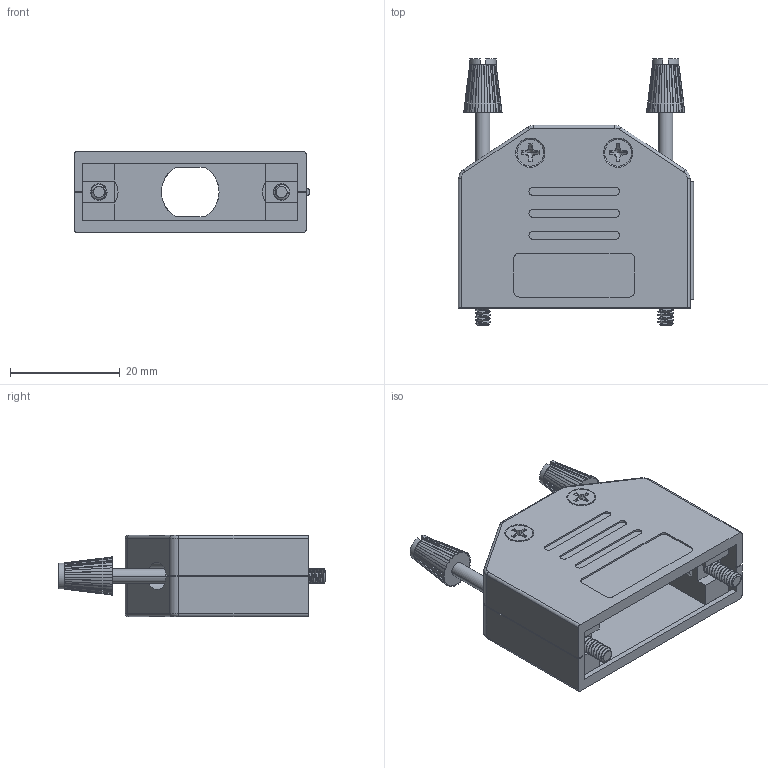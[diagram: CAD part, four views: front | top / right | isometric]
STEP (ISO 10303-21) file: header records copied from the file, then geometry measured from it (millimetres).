
FILE_DESCRIPTION (( 'STEP AP203' ), '1' );
FILE_NAME ('SD121-15.STEP', '2016-07-13T17:43:44', ( 'x' ), ( '' ), 'SwSTEP 2.0', 'SolidWorks 2014', '' );
FILE_SCHEMA (( 'CONFIG_CONTROL_DESIGN' ));
Length unit declared in the file: millimetre
Products named in the file (4): SD121-15 MOLDING; SD121-09 THUMBSCREW; SD121-XX-FLATHEAD_SCREW_90273A110; SD121-15
Assembly tree (5 placements, depth 2):
  SD121-15
    SD121-15 MOLDING
    SD121-09 THUMBSCREW  x2
    SD121-XX-FLATHEAD_SCREW_90273A110  x2
Bounding box: 42.84 x 48.5 x 14.8 mm (x, y, z)
Volume: 12517.5 mm3; surface area: 9107.4 mm2
Topology: 5 solids, 5 shells, 643 faces, 1742 edges, 1116 vertices
Faces by surface type: cylinder 262, plane 249, cone 114, bspline 10, torus 8
Entity records: 16586 total; most frequent: CARTESIAN_POINT 6320, ORIENTED_EDGE 2194, DIRECTION 1963, EDGE_CURVE 1097, VERTEX_POINT 707, AXIS2_PLACEMENT_3D 685, VECTOR 593, LINE 593
